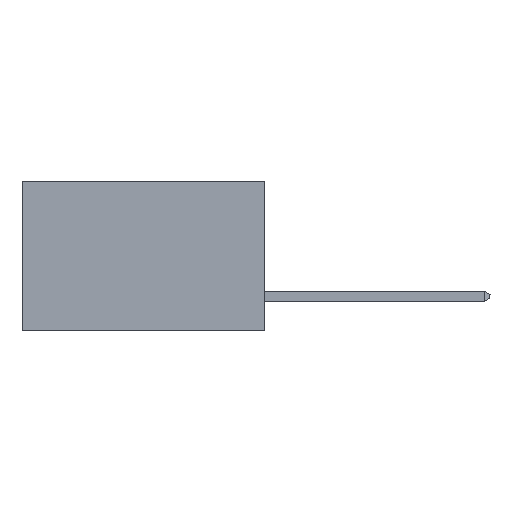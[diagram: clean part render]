
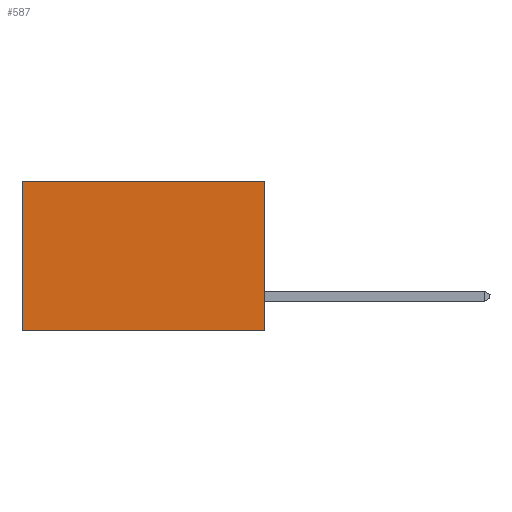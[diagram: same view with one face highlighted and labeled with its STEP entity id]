
A CAD part, left-side view. The second image highlights one B-rep face of the part: STEP entity #587.
In plain terms, the highlighted planar face has unit normal (-1, 0, 0).
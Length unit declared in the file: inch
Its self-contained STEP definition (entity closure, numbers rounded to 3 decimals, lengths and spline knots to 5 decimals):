
#587 = ADVANCED_FACE ( 'NONE', ( #2796 ), #22569, .F. ) ;
#1370 = CARTESIAN_POINT ( 'NONE',  ( 0.2615, 0.6, -0.37 ) ) ;
#1492 = LINE ( 'NONE', #5086, #7402 ) ;
#1540 = EDGE_LOOP ( 'NONE', ( #14510, #22744, #22579, #11065 ) ) ;
#2536 = EDGE_CURVE ( 'NONE', #8512, #20209, #3483, .T. ) ;
#2748 = DIRECTION ( 'NONE',  ( 0., 1., 0. ) ) ;
#2796 = FACE_OUTER_BOUND ( 'NONE', #1540, .T. ) ;
#2910 = CARTESIAN_POINT ( 'NONE',  ( 0.2615, 0., 0. ) ) ;
#3483 = LINE ( 'NONE', #1370, #14932 ) ;
#5078 = EDGE_CURVE ( 'NONE', #10419, #8512, #18663, .T. ) ;
#5086 = CARTESIAN_POINT ( 'NONE',  ( 0.2615, 0., -0.37 ) ) ;
#5857 = AXIS2_PLACEMENT_3D ( 'NONE', #6286, #20702, #20587 ) ;
#6286 = CARTESIAN_POINT ( 'NONE',  ( 0.2615, 0., -0.37 ) ) ;
#7402 = VECTOR ( 'NONE', #22535, 39.37008 ) ;
#7839 = LINE ( 'NONE', #11229, #23022 ) ;
#8512 = VERTEX_POINT ( 'NONE', #20479 ) ;
#9018 = CARTESIAN_POINT ( 'NONE',  ( 0.2615, 0.6, -0.37 ) ) ;
#10419 = VERTEX_POINT ( 'NONE', #2910 ) ;
#11065 = ORIENTED_EDGE ( 'NONE', *, *, #5078, .T. ) ;
#11229 = CARTESIAN_POINT ( 'NONE',  ( 0.2615, 0., -0.37 ) ) ;
#11581 = CARTESIAN_POINT ( 'NONE',  ( 0.2615, 0., 0. ) ) ;
#13263 = CARTESIAN_POINT ( 'NONE',  ( 0.2615, 0., -0.37 ) ) ;
#13708 = EDGE_CURVE ( 'NONE', #10419, #22917, #7839, .T. ) ;
#14014 = DIRECTION ( 'NONE',  ( 0., 0., -1. ) ) ;
#14510 = ORIENTED_EDGE ( 'NONE', *, *, #2536, .T. ) ;
#14646 = EDGE_CURVE ( 'NONE', #22917, #20209, #1492, .T. ) ;
#14932 = VECTOR ( 'NONE', #14014, 39.37008 ) ;
#18663 = LINE ( 'NONE', #11581, #20823 ) ;
#20209 = VERTEX_POINT ( 'NONE', #9018 ) ;
#20479 = CARTESIAN_POINT ( 'NONE',  ( 0.2615, 0.6, 0. ) ) ;
#20587 = DIRECTION ( 'NONE',  ( 0., 0., -1. ) ) ;
#20702 = DIRECTION ( 'NONE',  ( 1., 0., 0. ) ) ;
#20823 = VECTOR ( 'NONE', #2748, 39.37008 ) ;
#22066 = DIRECTION ( 'NONE',  ( 0., 0., -1. ) ) ;
#22535 = DIRECTION ( 'NONE',  ( 0., 1., 0. ) ) ;
#22569 = PLANE ( 'NONE',  #5857 ) ;
#22579 = ORIENTED_EDGE ( 'NONE', *, *, #13708, .F. ) ;
#22744 = ORIENTED_EDGE ( 'NONE', *, *, #14646, .F. ) ;
#22917 = VERTEX_POINT ( 'NONE', #13263 ) ;
#23022 = VECTOR ( 'NONE', #22066, 39.37008 ) ;
